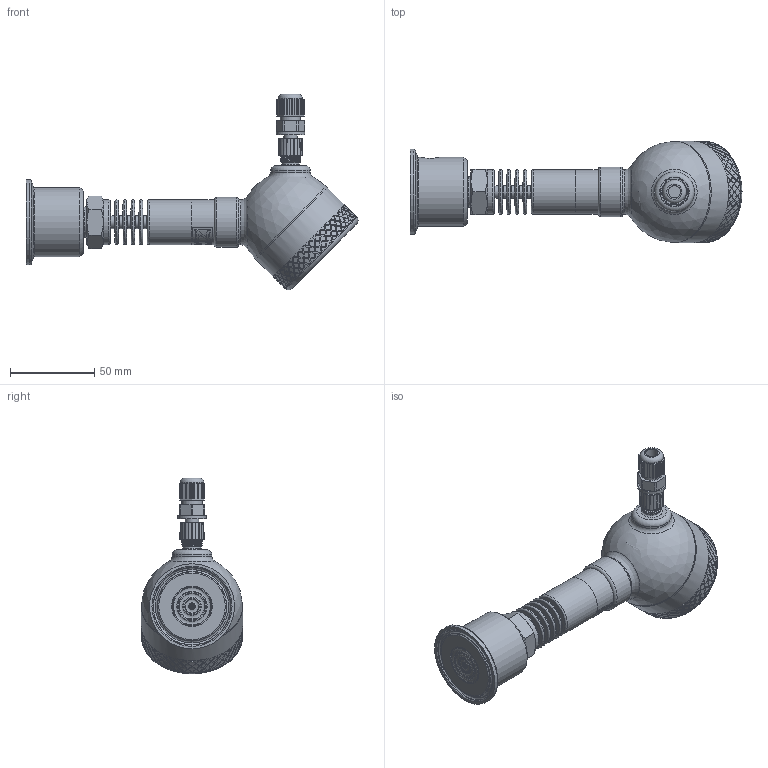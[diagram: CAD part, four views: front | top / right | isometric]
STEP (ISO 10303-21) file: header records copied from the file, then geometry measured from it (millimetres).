
FILE_DESCRIPTION(/* description */ (''),/* implementation_level */ '2;1');
FILE_NAME(/* name */ 'APZ3420sFH_ClampDN1_radiator_3.step',/* time_stamp */ '2021-07-08T16:19:58+03:00',/* author */ (''),/* organization */ (''),/* preprocessor_version */ 'ST-DEVELOPER v18.1',/* originating_system */ 'Autodesk Translation Framework v10.9.0.1377',/* authorisation */ '');
FILE_SCHEMA (('AUTOMOTIVE_DESIGN { 1 0 10303 214 3 1 1 }'));
Length unit declared in the file: millimetre
Products named in the file (8): АПЗ 3420s заполненный 
+ полевой корпус; G1\2EN radiator; Clamp DN1 diaphragm 24 v2 (1); Заполненный полевой 
корпус v13; Main body; Cover without display; M12x1 adapter; M12x1 female straight v9
Assembly tree (7 placements, depth 3):
  АПЗ 3420s заполненный 
+ полевой корпус
    G1\2EN radiator
    Clamp DN1 diaphragm 24 v2 (1)
    Заполненный полевой 
корпус v13
      Main body
      Cover without display
      M12x1 adapter
      M12x1 female straight v9
Bounding box: 197.02 x 60.1 x 116.18 mm (x, y, z)
Volume: 288986.3 mm3; surface area: 56070.4 mm2
Topology: 8 solids, 8 shells, 1632 faces, 4032 edges, 2673 vertices
Faces by surface type: bspline 932, cylinder 320, plane 284, torus 50, cone 45, sphere 1
Full cylindrical faces by diameter (mm): 1 x4, 2 x1, 3 x1, 3.3 x1, 5 x1, 6 x3, 7.3 x1, 7.5 x5, 8 x3, 9.3 x1, 10.293 x1, 10.5 x2, 10.741 x7, 11.884 x6, 12 x1, 14 x1, 16.7 x1, 17 x1, 17.5 x1, 18 x1, 18.631 x6, 19.7 x1, 20.955 x7, 21.6 x1, 21.767 x1, 22 x1, 22.4 x1, 22.5 x1, 23.6 x1, 23.8 x1
Entity records: 73101 total; most frequent: CARTESIAN_POINT 41529, ORIENTED_EDGE 8060, EDGE_CURVE 4030, DIRECTION 3422, VERTEX_POINT 2673, B_SPLINE_CURVE_WITH_KNOTS 2625, EDGE_LOOP 1897, FACE_OUTER_BOUND 1632
